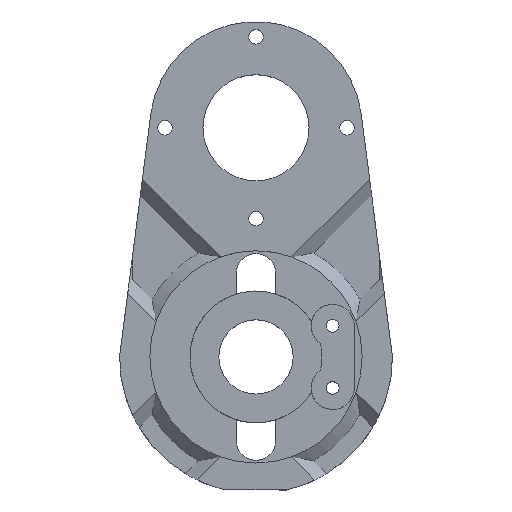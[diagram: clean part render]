
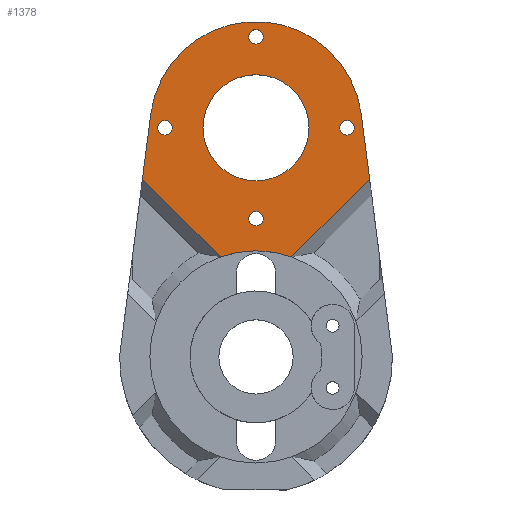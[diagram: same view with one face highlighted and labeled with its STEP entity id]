
A CAD part, top view. The second image highlights one B-rep face of the part: STEP entity #1378.
In plain terms, the highlighted planar face has unit normal (0, 0, 1).
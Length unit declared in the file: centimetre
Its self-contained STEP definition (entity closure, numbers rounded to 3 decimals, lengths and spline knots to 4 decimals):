
#156=PLANE('',#1521);
#220=CIRCLE('',#1510,3.5);
#226=CIRCLE('',#1524,0.24);
#227=CIRCLE('',#1525,0.24);
#228=CIRCLE('',#1526,0.24);
#229=CIRCLE('',#1527,0.24);
#230=CIRCLE('',#1528,1.75);
#231=CIRCLE('',#1529,3.5);
#331=VERTEX_POINT('',#2179);
#332=VERTEX_POINT('',#2180);
#333=VERTEX_POINT('',#2194);
#334=VERTEX_POINT('',#2196);
#338=VERTEX_POINT('',#2210);
#350=VERTEX_POINT('',#2253);
#351=VERTEX_POINT('',#2255);
#352=VERTEX_POINT('',#2257);
#353=VERTEX_POINT('',#2259);
#354=VERTEX_POINT('',#2261);
#355=VERTEX_POINT('',#2263);
#406=VECTOR('',#1782,1.);
#418=VECTOR('',#1801,1.);
#424=VECTOR('',#1810,1.);
#439=VECTOR('',#1850,1.);
#496=LINE('',#2175,#406);
#508=LINE('',#2197,#418);
#514=LINE('',#2209,#424);
#529=LINE('',#2250,#439);
#663=EDGE_CURVE('',#331,#332,#496,.T.);
#673=EDGE_CURVE('',#333,#334,#508,.T.);
#679=EDGE_CURVE('',#338,#332,#514,.T.);
#681=EDGE_CURVE('',#334,#338,#220,.T.);
#703=EDGE_CURVE('',#350,#350,#226,.T.);
#704=EDGE_CURVE('',#351,#351,#227,.T.);
#705=EDGE_CURVE('',#352,#352,#228,.T.);
#706=EDGE_CURVE('',#353,#353,#229,.T.);
#707=EDGE_CURVE('',#354,#354,#230,.T.);
#708=EDGE_CURVE('',#355,#331,#231,.T.);
#709=EDGE_CURVE('',#333,#355,#529,.T.);
#996=ORIENTED_EDGE('',*,*,#703,.F.);
#997=ORIENTED_EDGE('',*,*,#704,.F.);
#998=ORIENTED_EDGE('',*,*,#705,.F.);
#999=ORIENTED_EDGE('',*,*,#706,.F.);
#1000=ORIENTED_EDGE('',*,*,#707,.F.);
#1001=ORIENTED_EDGE('',*,*,#673,.T.);
#1002=ORIENTED_EDGE('',*,*,#681,.T.);
#1003=ORIENTED_EDGE('',*,*,#679,.T.);
#1004=ORIENTED_EDGE('',*,*,#663,.F.);
#1005=ORIENTED_EDGE('',*,*,#708,.F.);
#1006=ORIENTED_EDGE('',*,*,#709,.F.);
#1167=EDGE_LOOP('',(#996));
#1168=EDGE_LOOP('',(#997));
#1169=EDGE_LOOP('',(#998));
#1170=EDGE_LOOP('',(#999));
#1171=EDGE_LOOP('',(#1000));
#1172=EDGE_LOOP('',(#1001,#1002,#1003,#1004,#1005,#1006));
#1287=FACE_BOUND('',#1167,.T.);
#1288=FACE_BOUND('',#1168,.T.);
#1289=FACE_BOUND('',#1169,.T.);
#1290=FACE_BOUND('',#1170,.T.);
#1291=FACE_BOUND('',#1171,.T.);
#1292=FACE_BOUND('',#1172,.T.);
#1378=ADVANCED_FACE('',(#1287,#1288,#1289,#1290,#1291,#1292),#156,.T.);
#1510=AXIS2_PLACEMENT_3D('',#2213,#1814,#1815);
#1521=AXIS2_PLACEMENT_3D('',#2244,#1844,$);
#1524=AXIS2_PLACEMENT_3D('',#2252,#1851,#1852);
#1525=AXIS2_PLACEMENT_3D('',#2254,#1853,#1854);
#1526=AXIS2_PLACEMENT_3D('',#2256,#1855,#1856);
#1527=AXIS2_PLACEMENT_3D('',#2258,#1857,#1858);
#1528=AXIS2_PLACEMENT_3D('',#2260,#1859,#1860);
#1529=AXIS2_PLACEMENT_3D('',#2262,#1861,#1862);
#1782=DIRECTION('',(0.127,-0.992,0.));
#1801=DIRECTION('',(0.707,-0.707,0.));
#1810=DIRECTION('',(0.707,0.707,0.));
#1814=DIRECTION('',(0.,0.,-1.));
#1815=DIRECTION('',(3.5,0.,0.));
#1844=DIRECTION('',(0.,0.,1.));
#1850=DIRECTION('',(0.127,0.992,0.));
#1851=DIRECTION('',(0.,0.,1.));
#1852=DIRECTION('',(0.24,0.,0.));
#1853=DIRECTION('',(0.,0.,1.));
#1854=DIRECTION('',(0.24,0.,0.));
#1855=DIRECTION('',(0.,0.,1.));
#1856=DIRECTION('',(0.24,0.,0.));
#1857=DIRECTION('',(0.,0.,1.));
#1858=DIRECTION('',(0.24,0.,0.));
#1859=DIRECTION('',(0.,0.,1.));
#1860=DIRECTION('',(1.75,0.,0.));
#1861=DIRECTION('',(0.,0.,-1.));
#1862=DIRECTION('',(3.5,0.,0.));
#2175=CARTESIAN_POINT('',(4.5026,-4.7918,1.25));
#2179=CARTESIAN_POINT('',(3.4741,3.213,1.25));
#2180=CARTESIAN_POINT('',(3.7487,1.0756,1.25));
#2194=CARTESIAN_POINT('',(-3.7441,1.071,1.25));
#2196=CARTESIAN_POINT('',(-1.1766,-1.4965,1.25));
#2197=CARTESIAN_POINT('',(-1.6545,-1.0186,1.25));
#2209=CARTESIAN_POINT('',(1.6562,-1.0169,1.25));
#2210=CARTESIAN_POINT('',(1.178,-1.4951,1.25));
#2213=CARTESIAN_POINT('',(0.0026,-4.7918,1.25));
#2244=CARTESIAN_POINT('',(0.0026,-1.7316,1.25));
#2250=CARTESIAN_POINT('',(-3.4688,3.213,1.25));
#2252=CARTESIAN_POINT('',(0.0026,5.767,1.25));
#2253=CARTESIAN_POINT('',(0.2426,5.767,1.25));
#2254=CARTESIAN_POINT('',(3.0026,2.767,1.25));
#2255=CARTESIAN_POINT('',(3.2426,2.767,1.25));
#2256=CARTESIAN_POINT('',(0.0026,-0.233,1.25));
#2257=CARTESIAN_POINT('',(0.2426,-0.233,1.25));
#2258=CARTESIAN_POINT('',(-2.9974,2.767,1.25));
#2259=CARTESIAN_POINT('',(-2.7574,2.767,1.25));
#2260=CARTESIAN_POINT('',(0.0026,2.767,1.25));
#2261=CARTESIAN_POINT('',(1.7526,2.767,1.25));
#2262=CARTESIAN_POINT('',(0.0026,2.767,1.25));
#2263=CARTESIAN_POINT('',(-3.4688,3.213,1.25));
